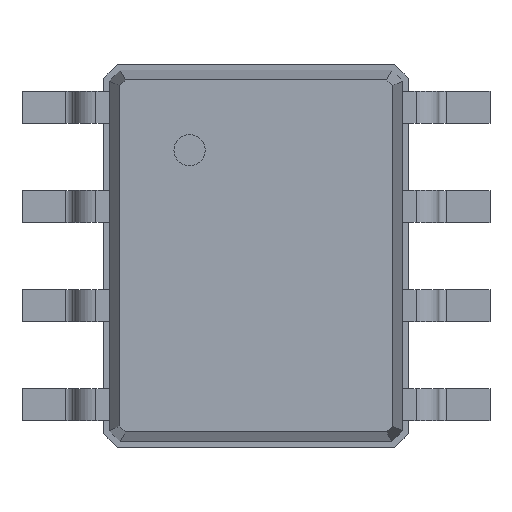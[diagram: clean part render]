
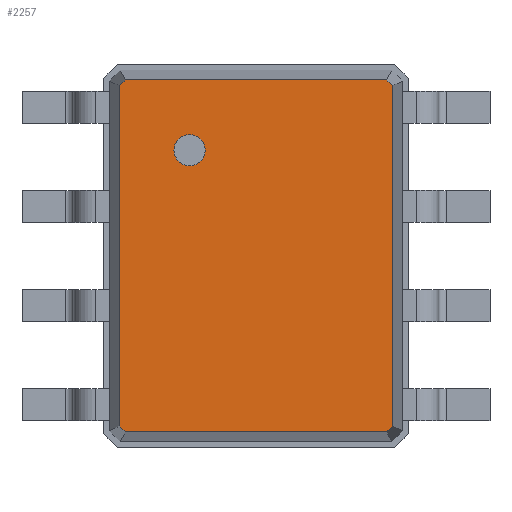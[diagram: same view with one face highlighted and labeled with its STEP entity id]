
A CAD part, top view. The second image highlights one B-rep face of the part: STEP entity #2257.
In plain terms, the highlighted planar face has unit normal (0, 0, 1).
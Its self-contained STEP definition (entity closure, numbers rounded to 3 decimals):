
#1338 = VERTEX_POINT('',#1339);
#1339 = CARTESIAN_POINT('',(-1.751,2.178,1.85));
#1344 = EDGE_CURVE('',#1345,#1338,#1347,.T.);
#1345 = VERTEX_POINT('',#1346);
#1346 = CARTESIAN_POINT('',(-1.751,-2.178,1.85));
#1347 = LINE('',#1348,#1349);
#1348 = CARTESIAN_POINT('',(-1.751,-2.178,1.85));
#1349 = VECTOR('',#1350,1.);
#1350 = DIRECTION('',(0.,1.,0.));
#1367 = VERTEX_POINT('',#1368);
#1368 = CARTESIAN_POINT('',(-1.676,2.254,1.85));
#1373 = EDGE_CURVE('',#1338,#1367,#1374,.T.);
#1374 = LINE('',#1375,#1376);
#1375 = CARTESIAN_POINT('',(-1.751,2.178,1.85));
#1376 = VECTOR('',#1377,1.);
#1377 = DIRECTION('',(0.707,0.707,0.));
#1390 = VERTEX_POINT('',#1391);
#1391 = CARTESIAN_POINT('',(1.676,2.254,1.85));
#1396 = EDGE_CURVE('',#1367,#1390,#1397,.T.);
#1397 = LINE('',#1398,#1399);
#1398 = CARTESIAN_POINT('',(-1.676,2.254,1.85));
#1399 = VECTOR('',#1400,1.);
#1400 = DIRECTION('',(1.,0.,0.));
#1413 = VERTEX_POINT('',#1414);
#1414 = CARTESIAN_POINT('',(1.751,2.178,1.85));
#1419 = EDGE_CURVE('',#1390,#1413,#1420,.T.);
#1420 = LINE('',#1421,#1422);
#1421 = CARTESIAN_POINT('',(1.676,2.254,1.85));
#1422 = VECTOR('',#1423,1.);
#1423 = DIRECTION('',(0.707,-0.707,0.));
#1500 = VERTEX_POINT('',#1501);
#1501 = CARTESIAN_POINT('',(1.751,-2.178,1.85));
#1506 = EDGE_CURVE('',#1413,#1500,#1507,.T.);
#1507 = LINE('',#1508,#1509);
#1508 = CARTESIAN_POINT('',(1.751,2.178,1.85));
#1509 = VECTOR('',#1510,1.);
#1510 = DIRECTION('',(0.,-1.,0.));
#2257 = ADVANCED_FACE('',(#2258,#2287),#2298,.T.);
#2258 = FACE_BOUND('',#2259,.T.);
#2259 = EDGE_LOOP('',(#2260,#2261,#2262,#2263,#2271,#2279,#2285,#2286));
#2260 = ORIENTED_EDGE('',*,*,#1396,.F.);
#2261 = ORIENTED_EDGE('',*,*,#1373,.F.);
#2262 = ORIENTED_EDGE('',*,*,#1344,.F.);
#2263 = ORIENTED_EDGE('',*,*,#2264,.F.);
#2264 = EDGE_CURVE('',#2265,#1345,#2267,.T.);
#2265 = VERTEX_POINT('',#2266);
#2266 = CARTESIAN_POINT('',(-1.676,-2.254,1.85));
#2267 = LINE('',#2268,#2269);
#2268 = CARTESIAN_POINT('',(-1.676,-2.254,1.85));
#2269 = VECTOR('',#2270,1.);
#2270 = DIRECTION('',(-0.707,0.707,0.));
#2271 = ORIENTED_EDGE('',*,*,#2272,.F.);
#2272 = EDGE_CURVE('',#2273,#2265,#2275,.T.);
#2273 = VERTEX_POINT('',#2274);
#2274 = CARTESIAN_POINT('',(1.676,-2.254,1.85));
#2275 = LINE('',#2276,#2277);
#2276 = CARTESIAN_POINT('',(1.676,-2.254,1.85));
#2277 = VECTOR('',#2278,1.);
#2278 = DIRECTION('',(-1.,0.,0.));
#2279 = ORIENTED_EDGE('',*,*,#2280,.F.);
#2280 = EDGE_CURVE('',#1500,#2273,#2281,.T.);
#2281 = LINE('',#2282,#2283);
#2282 = CARTESIAN_POINT('',(1.751,-2.178,1.85));
#2283 = VECTOR('',#2284,1.);
#2284 = DIRECTION('',(-0.707,-0.707,0.));
#2285 = ORIENTED_EDGE('',*,*,#1506,.F.);
#2286 = ORIENTED_EDGE('',*,*,#1419,.F.);
#2287 = FACE_BOUND('',#2288,.T.);
#2288 = EDGE_LOOP('',(#2289));
#2289 = ORIENTED_EDGE('',*,*,#2290,.T.);
#2290 = EDGE_CURVE('',#2291,#2291,#2293,.T.);
#2291 = VERTEX_POINT('',#2292);
#2292 = CARTESIAN_POINT('',(-0.851,1.154,1.85));
#2293 = CIRCLE('',#2294,0.2);
#2294 = AXIS2_PLACEMENT_3D('',#2295,#2296,#2297);
#2295 = CARTESIAN_POINT('',(-0.851,1.354,1.85));
#2296 = DIRECTION('',(0.,-0.,-1.));
#2297 = DIRECTION('',(0.,-1.,0.));
#2298 = PLANE('',#2299);
#2299 = AXIS2_PLACEMENT_3D('',#2300,#2301,#2302);
#2300 = CARTESIAN_POINT('',(-1.676,2.254,1.85));
#2301 = DIRECTION('',(0.,0.,1.));
#2302 = DIRECTION('',(0.597,-0.803,0.));
